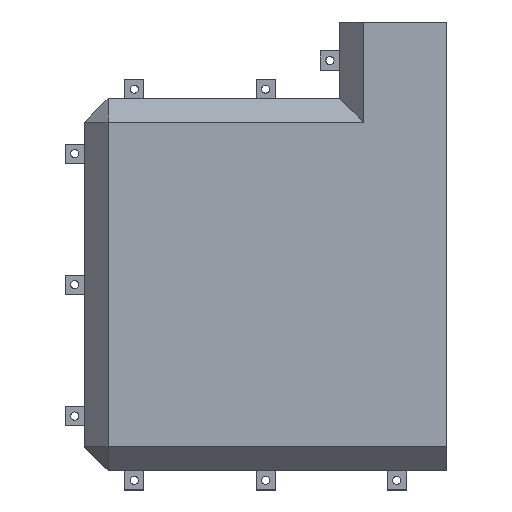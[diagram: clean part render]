
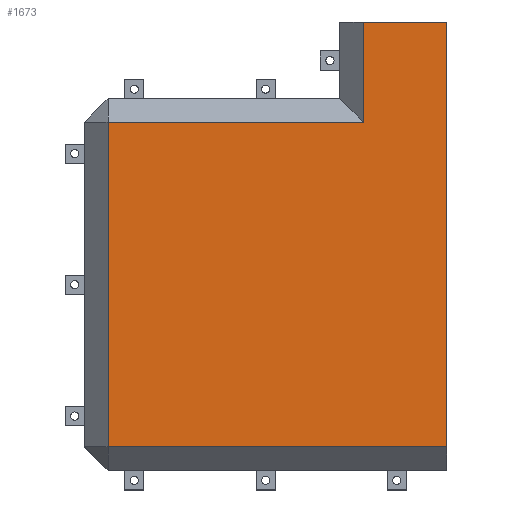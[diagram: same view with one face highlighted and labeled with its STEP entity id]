
A CAD part, top view. The second image highlights one B-rep face of the part: STEP entity #1673.
In plain terms, the highlighted planar face has unit normal (0, 0, 1).
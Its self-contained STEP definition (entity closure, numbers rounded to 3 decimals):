
#441 = VERTEX_POINT('',#442);
#442 = CARTESIAN_POINT('',(76.,-68.,86.));
#450 = VERTEX_POINT('',#451);
#451 = CARTESIAN_POINT('',(-66.,-68.,86.));
#457 = EDGE_CURVE('',#441,#450,#458,.T.);
#458 = LINE('',#459,#460);
#459 = CARTESIAN_POINT('',(76.,-68.,86.));
#460 = VECTOR('',#461,1.);
#461 = DIRECTION('',(-1.,0.,0.));
#531 = VERTEX_POINT('',#532);
#532 = CARTESIAN_POINT('',(76.,110.,86.));
#538 = EDGE_CURVE('',#531,#441,#539,.T.);
#539 = LINE('',#540,#541);
#540 = CARTESIAN_POINT('',(76.,110.,86.));
#541 = VECTOR('',#542,1.);
#542 = DIRECTION('',(0.,-1.,0.));
#1511 = VERTEX_POINT('',#1512);
#1512 = CARTESIAN_POINT('',(41.,110.,86.));
#1518 = EDGE_CURVE('',#1511,#531,#1519,.T.);
#1519 = LINE('',#1520,#1521);
#1520 = CARTESIAN_POINT('',(31.,110.,86.));
#1521 = VECTOR('',#1522,1.);
#1522 = DIRECTION('',(1.,0.,0.));
#1673 = ADVANCED_FACE('',(#1674),#1701,.T.);
#1674 = FACE_BOUND('',#1675,.T.);
#1675 = EDGE_LOOP('',(#1676,#1677,#1678,#1686,#1694,#1700));
#1676 = ORIENTED_EDGE('',*,*,#538,.F.);
#1677 = ORIENTED_EDGE('',*,*,#1518,.F.);
#1678 = ORIENTED_EDGE('',*,*,#1679,.F.);
#1679 = EDGE_CURVE('',#1680,#1511,#1682,.T.);
#1680 = VERTEX_POINT('',#1681);
#1681 = CARTESIAN_POINT('',(41.,68.,86.));
#1682 = LINE('',#1683,#1684);
#1683 = CARTESIAN_POINT('',(41.,78.,86.));
#1684 = VECTOR('',#1685,1.);
#1685 = DIRECTION('',(0.,1.,0.));
#1686 = ORIENTED_EDGE('',*,*,#1687,.F.);
#1687 = EDGE_CURVE('',#1688,#1680,#1690,.T.);
#1688 = VERTEX_POINT('',#1689);
#1689 = CARTESIAN_POINT('',(-66.,68.,86.));
#1690 = LINE('',#1691,#1692);
#1691 = CARTESIAN_POINT('',(-76.,68.,86.));
#1692 = VECTOR('',#1693,1.);
#1693 = DIRECTION('',(1.,0.,0.));
#1694 = ORIENTED_EDGE('',*,*,#1695,.F.);
#1695 = EDGE_CURVE('',#450,#1688,#1696,.T.);
#1696 = LINE('',#1697,#1698);
#1697 = CARTESIAN_POINT('',(-66.,-78.,86.));
#1698 = VECTOR('',#1699,1.);
#1699 = DIRECTION('',(0.,1.,0.));
#1700 = ORIENTED_EDGE('',*,*,#457,.F.);
#1701 = PLANE('',#1702);
#1702 = AXIS2_PLACEMENT_3D('',#1703,#1704,#1705);
#1703 = CARTESIAN_POINT('',(5.035,10.965,86.));
#1704 = DIRECTION('',(0.,0.,1.));
#1705 = DIRECTION('',(1.,0.,0.));
